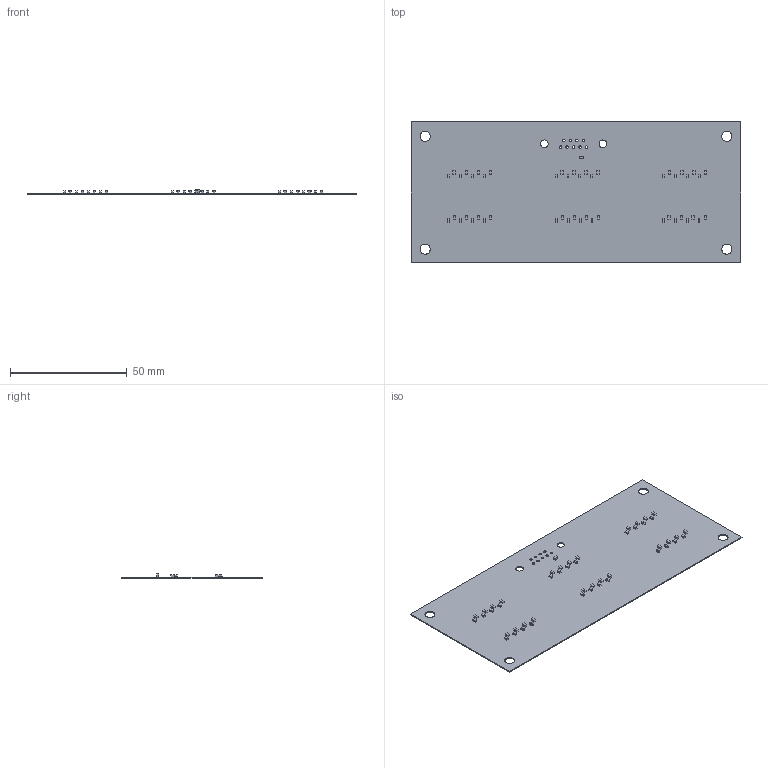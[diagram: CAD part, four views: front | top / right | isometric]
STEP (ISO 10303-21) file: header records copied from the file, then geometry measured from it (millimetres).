
FILE_DESCRIPTION(('Open CASCADE Model'),'2;1');
FILE_NAME('Open CASCADE Shape Model','2020-03-03T11:00:18',('Author'),( 'Open CASCADE'),'Open CASCADE STEP processor 6.8','Open CASCADE 6.8' ,'Unknown');
FILE_SCHEMA(('AUTOMOTIVE_DESIGN { 1 0 10303 214 1 1 1 1 }'));
Length unit declared in the file: millimetre
Products named in the file (60): PCB; Board; Open CASCADE STEP translator 6.8 4.1.1; R24; 6216516608; Extruded; R23; R22; R21; R20; R19; R18; R17; R16; R15; R14; R13; R12; R11; R10; R9; R8; R7; R6; R5; R4; R3; R2; C1; 6216520128; R1; DS24; 6363329008; 6363328768; DS23; DS22; DS21; DS20; DS19; DS18 ...
Assembly tree (128 placements, depth 4):
  PCB
    Board
      Open CASCADE STEP translator 6.8 4.1.1
    R24
      6216516608
        Extruded
    R23
      6216516608
        Extruded
    R22
      6216516608
        Extruded
    R21
      6216516608
        Extruded
    R20
      6216516608
        Extruded
    R19
      6216516608
        Extruded
    R18
      6216516608
        Extruded
    R17
      6216516608
        Extruded
    R16
      6216516608
        Extruded
    R15
      6216516608
        Extruded
    R14
      6216516608
        Extruded
    R13
      6216516608
        Extruded
    R12
      6216516608
        Extruded
    R11
      6216516608
        Extruded
    R10
      6216516608
        Extruded
    R9
      6216516608
        Extruded
    R8
      6216516608
        Extruded
    R7
      6216516608
        Extruded
    R6
      6216516608
        Extruded
Bounding box: 140.72 x 60.07 x 1.71 mm (x, y, z)
Volume: 3503.7 mm3; surface area: 17344.9 mm2
Topology: 74 solids, 74 shells, 459 faces, 933 edges, 622 vertices
Faces by surface type: plane 444, cylinder 15
Full cylindrical faces by diameter (mm): 1.09 x9, 3.26 x2, 4.318 x4
Entity records: 3018 total; most frequent: DIRECTION 483, CARTESIAN_POINT 349, ORIENTED_EDGE 210, AXIS2_PLACEMENT_3D 204, PRODUCT_DEFINITION_SHAPE 188, CONTEXT_DEPENDENT_SHAPE_REPRESENTATION 128, ITEM_DEFINED_TRANSFORMATION 128, NEXT_ASSEMBLY_USAGE_OCCURRENCE 128
